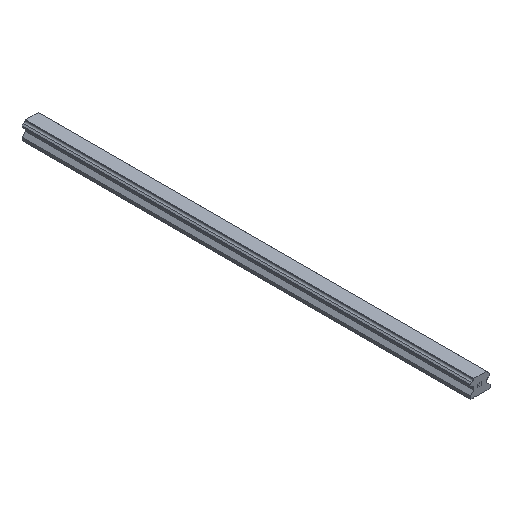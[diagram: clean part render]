
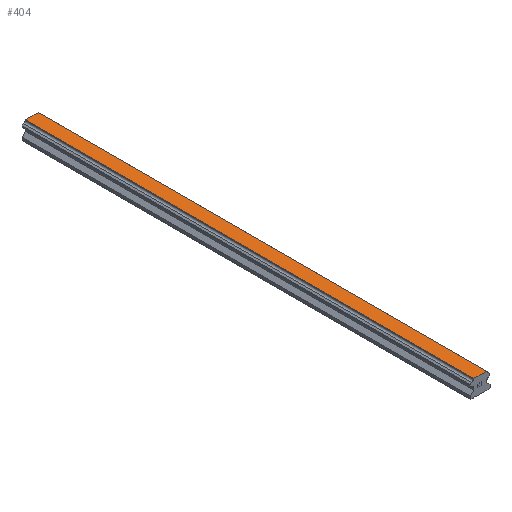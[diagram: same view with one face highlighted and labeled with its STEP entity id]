
A CAD part, isometric view. The second image highlights one B-rep face of the part: STEP entity #404.
In plain terms, the highlighted planar face has unit normal (0, 0, 1).
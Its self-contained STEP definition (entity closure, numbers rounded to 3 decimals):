
#404=ADVANCED_FACE('',(#831),#832,.T.);
#831=FACE_OUTER_BOUND('',#1264,.T.);
#832=PLANE('',#1265);
#1264=EDGE_LOOP('',(#2440,#2441,#2442,#2443));
#1265=AXIS2_PLACEMENT_3D('',#2444,#2445,#2446);
#2440=ORIENTED_EDGE('',*,*,#2938,.T.);
#2441=ORIENTED_EDGE('',*,*,#3028,.F.);
#2442=ORIENTED_EDGE('',*,*,#2819,.T.);
#2443=ORIENTED_EDGE('',*,*,#3026,.T.);
#2444=CARTESIAN_POINT('',(7.2,1015.0,38.));
#2445=DIRECTION('',(0.0,0.0,1.0));
#2446=DIRECTION('',(-1.0,0.0,0.0));
#2819=EDGE_CURVE('',#3453,#3451,#3454,.T.);
#2938=EDGE_CURVE('',#3646,#3644,#3647,.T.);
#3026=EDGE_CURVE('',#3451,#3646,#3749,.T.);
#3028=EDGE_CURVE('',#3453,#3644,#3751,.T.);
#3451=VERTEX_POINT('',#4341);
#3453=VERTEX_POINT('',#4344);
#3454=LINE('',#4345,#4346);
#3644=VERTEX_POINT('',#4625);
#3646=VERTEX_POINT('',#4628);
#3647=LINE('',#4629,#4630);
#3749=LINE('',#4761,#4762);
#3751=LINE('',#4764,#4765);
#4341=CARTESIAN_POINT('',(-14.4,1015.0,38.));
#4344=CARTESIAN_POINT('',(14.4,1015.0,38.));
#4345=CARTESIAN_POINT('',(14.4,1015.0,38.));
#4346=VECTOR('',#5044,1.0);
#4625=CARTESIAN_POINT('',(14.4,0.0,38.));
#4628=CARTESIAN_POINT('',(-14.4,0.0,38.));
#4629=CARTESIAN_POINT('',(0.0,0.0,38.));
#4630=VECTOR('',#5147,1.0);
#4761=CARTESIAN_POINT('',(-14.4,1015.0,38.));
#4762=VECTOR('',#5243,1.0);
#4764=CARTESIAN_POINT('',(14.4,1015.0,38.));
#4765=VECTOR('',#5244,1.0);
#5044=DIRECTION('',(-1.0,0.0,0.0));
#5147=DIRECTION('',(1.0,0.0,0.0));
#5243=DIRECTION('',(0.0,-1.0,0.0));
#5244=DIRECTION('',(0.0,-1.0,0.0));
